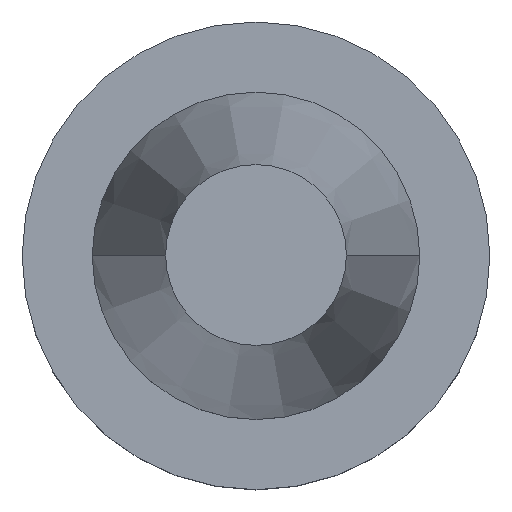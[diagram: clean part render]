
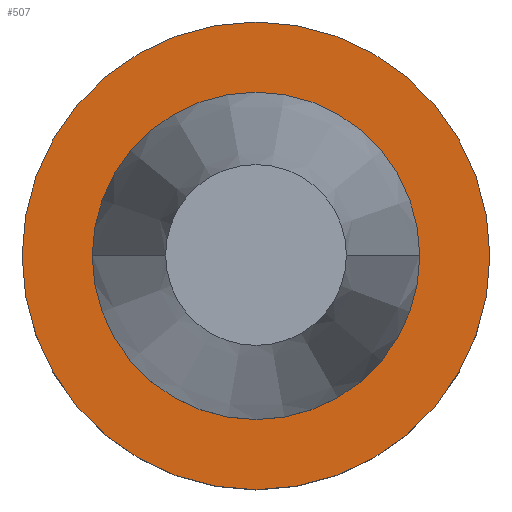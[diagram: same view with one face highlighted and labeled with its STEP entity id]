
A CAD part, top view. The second image highlights one B-rep face of the part: STEP entity #507.
In plain terms, the highlighted planar face has unit normal (0, 0, 1).
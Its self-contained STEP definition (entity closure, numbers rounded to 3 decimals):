
#5 = EDGE_LOOP ( 'NONE', ( #167, #199 ) ) ;
#17 = CARTESIAN_POINT ( 'NONE',  ( 0., 0., -1. ) ) ;
#41 = CARTESIAN_POINT ( 'NONE',  ( 0., 0., -1. ) ) ;
#53 = VERTEX_POINT ( 'NONE', #71 ) ;
#54 = AXIS2_PLACEMENT_3D ( 'NONE', #41, #321, #315 ) ;
#65 = VERTEX_POINT ( 'NONE', #815 ) ;
#69 = PLANE ( 'NONE',  #736 ) ;
#71 = CARTESIAN_POINT ( 'NONE',  ( -31.75, 0., -1. ) ) ;
#77 = CARTESIAN_POINT ( 'NONE',  ( 31.75, 0., -1. ) ) ;
#86 = CIRCLE ( 'NONE', #54, 31.75 ) ;
#87 = EDGE_CURVE ( 'NONE', #53, #403, #246, .T. ) ;
#110 = EDGE_CURVE ( 'NONE', #65, #160, #778, .T. ) ;
#131 = ORIENTED_EDGE ( 'NONE', *, *, #87, .T. ) ;
#160 = VERTEX_POINT ( 'NONE', #298 ) ;
#165 = AXIS2_PLACEMENT_3D ( 'NONE', #544, #276, #342 ) ;
#167 = ORIENTED_EDGE ( 'NONE', *, *, #678, .F. ) ;
#181 = DIRECTION ( 'NONE',  ( 1., 0., 0. ) ) ;
#199 = ORIENTED_EDGE ( 'NONE', *, *, #110, .F. ) ;
#246 = CIRCLE ( 'NONE', #165, 31.75 ) ;
#276 = DIRECTION ( 'NONE',  ( 0., 0., 1. ) ) ;
#289 = EDGE_CURVE ( 'NONE', #403, #53, #86, .T. ) ;
#298 = CARTESIAN_POINT ( 'NONE',  ( 22.225, 0., -1. ) ) ;
#315 = DIRECTION ( 'NONE',  ( 1., 0., 0. ) ) ;
#321 = DIRECTION ( 'NONE',  ( 0., 0., 1. ) ) ;
#333 = DIRECTION ( 'NONE',  ( -1., 0., 0. ) ) ;
#342 = DIRECTION ( 'NONE',  ( 1., 0., 0. ) ) ;
#403 = VERTEX_POINT ( 'NONE', #77 ) ;
#408 = AXIS2_PLACEMENT_3D ( 'NONE', #17, #685, #431 ) ;
#431 = DIRECTION ( 'NONE',  ( 1., 0., 0. ) ) ;
#438 = ORIENTED_EDGE ( 'NONE', *, *, #289, .T. ) ;
#507 = ADVANCED_FACE ( 'NONE', ( #555, #658 ), #69, .F. ) ;
#521 = CARTESIAN_POINT ( 'NONE',  ( 0., 0., -1. ) ) ;
#544 = CARTESIAN_POINT ( 'NONE',  ( 0., 0., -1. ) ) ;
#555 = FACE_BOUND ( 'NONE', #5, .T. ) ;
#565 = CIRCLE ( 'NONE', #749, 22.225 ) ;
#658 = FACE_OUTER_BOUND ( 'NONE', #755, .T. ) ;
#671 = DIRECTION ( 'NONE',  ( 0., 0., -1. ) ) ;
#678 = EDGE_CURVE ( 'NONE', #160, #65, #565, .T. ) ;
#685 = DIRECTION ( 'NONE',  ( 0., 0., 1. ) ) ;
#736 = AXIS2_PLACEMENT_3D ( 'NONE', #737, #671, #333 ) ;
#737 = CARTESIAN_POINT ( 'NONE',  ( 0., 31.75, -1. ) ) ;
#749 = AXIS2_PLACEMENT_3D ( 'NONE', #521, #854, #181 ) ;
#755 = EDGE_LOOP ( 'NONE', ( #438, #131 ) ) ;
#778 = CIRCLE ( 'NONE', #408, 22.225 ) ;
#815 = CARTESIAN_POINT ( 'NONE',  ( -22.225, 0., -1. ) ) ;
#854 = DIRECTION ( 'NONE',  ( 0., 0., 1. ) ) ;
